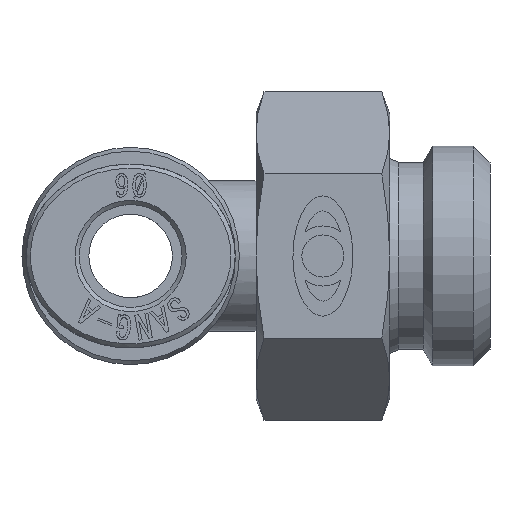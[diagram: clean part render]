
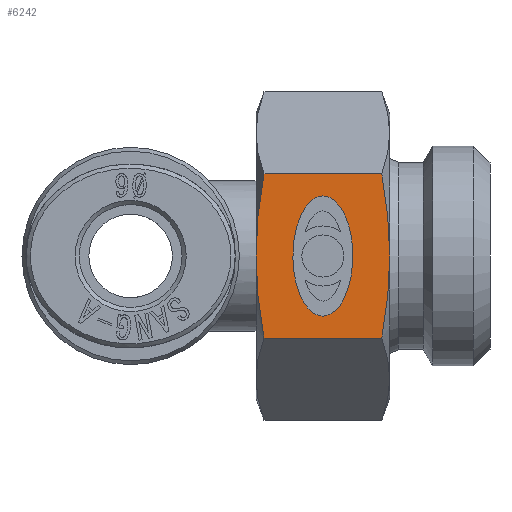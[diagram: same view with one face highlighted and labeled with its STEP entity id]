
A CAD part, left-side view. The second image highlights one B-rep face of the part: STEP entity #6242.
In plain terms, the highlighted face is planar.
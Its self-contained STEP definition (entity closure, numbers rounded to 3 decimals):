
#6124=CARTESIAN_POINT('',(8.5,-4.,-3.594));
#6125=VERTEX_POINT('',#6124);
#6126=CARTESIAN_POINT('',(8.5,-4.,0.));
#6127=DIRECTION('',(-1.0,0.0,0.0));
#6128=DIRECTION('',(0.0,0.0,1.0));
#6129=AXIS2_PLACEMENT_3D('',#6126,#6127,#6128);
#6130=ELLIPSE('',#6129,3.594,1.797);
#6131=EDGE_CURVE('',#6125,#6125,#6130,.T.);
#6156=CARTESIAN_POINT('',(8.5,0.,-4.907));
#6157=DIRECTION('',(1.0,0.0,0.0));
#6158=DIRECTION('',(0.0,0.0,1.0));
#6159=AXIS2_PLACEMENT_3D('',#6156,#6157,#6158);
#6160=PLANE('',#6159);
#6161=CARTESIAN_POINT('',(8.5,-7.521,4.907));
#6162=VERTEX_POINT('',#6161);
#6163=CARTESIAN_POINT('',(8.5,-8.,0.));
#6164=VERTEX_POINT('',#6163);
#6165=CARTESIAN_POINT('',(8.5,-7.521,4.907));
#6166=CARTESIAN_POINT('',(8.5,-8.,2.278));
#6167=CARTESIAN_POINT('',(8.5,-8.,0.));
#6175=(BOUNDED_CURVE()B_SPLINE_CURVE(2,(#6165,#6166,#6167),.UNSPECIFIED.,.F.,.U.)B_SPLINE_CURVE_WITH_KNOTS((3,3),(0.199,0.719),.UNSPECIFIED.)CURVE()GEOMETRIC_REPRESENTATION_ITEM()RATIONAL_B_SPLINE_CURVE((1.029,1.053,1.0))REPRESENTATION_ITEM(''));
#6176=EDGE_CURVE('',#6162,#6164,#6175,.T.);
#6177=ORIENTED_EDGE('',*,*,#6176,.T.);
#6178=CARTESIAN_POINT('',(8.5,-7.521,-4.907));
#6179=VERTEX_POINT('',#6178);
#6180=CARTESIAN_POINT('',(8.5,-8.,0.));
#6181=CARTESIAN_POINT('',(8.5,-8.,-2.278));
#6182=CARTESIAN_POINT('',(8.5,-7.521,-4.907));
#6190=(BOUNDED_CURVE()B_SPLINE_CURVE(2,(#6180,#6181,#6182),.UNSPECIFIED.,.F.,.U.)B_SPLINE_CURVE_WITH_KNOTS((3,3),(0.719,1.24),.UNSPECIFIED.)CURVE()GEOMETRIC_REPRESENTATION_ITEM()RATIONAL_B_SPLINE_CURVE((1.0,1.053,1.029))REPRESENTATION_ITEM(''));
#6191=EDGE_CURVE('',#6164,#6179,#6190,.T.);
#6192=ORIENTED_EDGE('',*,*,#6191,.T.);
#6193=CARTESIAN_POINT('',(8.5,-0.479,-4.907));
#6194=VERTEX_POINT('',#6193);
#6195=CARTESIAN_POINT('',(8.5,-0.479,-4.907));
#6196=DIRECTION('',(0.0,-1.0,0.0));
#6197=VECTOR('',#6196,7.043);
#6198=LINE('',#6195,#6197);
#6199=EDGE_CURVE('',#6194,#6179,#6198,.T.);
#6200=ORIENTED_EDGE('',*,*,#6199,.F.);
#6201=CARTESIAN_POINT('',(8.5,0.0,0.));
#6202=VERTEX_POINT('',#6201);
#6203=CARTESIAN_POINT('',(8.5,-0.479,-4.907));
#6204=CARTESIAN_POINT('',(8.5,0.,-2.278));
#6205=CARTESIAN_POINT('',(8.5,0.0,0.));
#6213=(BOUNDED_CURVE()B_SPLINE_CURVE(2,(#6203,#6204,#6205),.UNSPECIFIED.,.F.,.U.)B_SPLINE_CURVE_WITH_KNOTS((3,3),(0.199,0.719),.UNSPECIFIED.)CURVE()GEOMETRIC_REPRESENTATION_ITEM()RATIONAL_B_SPLINE_CURVE((1.029,1.053,1.0))REPRESENTATION_ITEM(''));
#6214=EDGE_CURVE('',#6194,#6202,#6213,.T.);
#6215=ORIENTED_EDGE('',*,*,#6214,.T.);
#6216=CARTESIAN_POINT('',(8.5,-0.479,4.907));
#6217=VERTEX_POINT('',#6216);
#6218=CARTESIAN_POINT('',(8.5,0.0,0.));
#6219=CARTESIAN_POINT('',(8.5,0.,2.278));
#6220=CARTESIAN_POINT('',(8.5,-0.479,4.907));
#6228=(BOUNDED_CURVE()B_SPLINE_CURVE(2,(#6218,#6219,#6220),.UNSPECIFIED.,.F.,.U.)B_SPLINE_CURVE_WITH_KNOTS((3,3),(0.719,1.24),.UNSPECIFIED.)CURVE()GEOMETRIC_REPRESENTATION_ITEM()RATIONAL_B_SPLINE_CURVE((1.0,1.053,1.029))REPRESENTATION_ITEM(''));
#6229=EDGE_CURVE('',#6202,#6217,#6228,.T.);
#6230=ORIENTED_EDGE('',*,*,#6229,.T.);
#6231=CARTESIAN_POINT('',(8.5,-0.479,4.907));
#6232=DIRECTION('',(0.0,-1.0,0.0));
#6233=VECTOR('',#6232,7.043);
#6234=LINE('',#6231,#6233);
#6235=EDGE_CURVE('',#6217,#6162,#6234,.T.);
#6236=ORIENTED_EDGE('',*,*,#6235,.T.);
#6237=EDGE_LOOP('',(#6177,#6192,#6200,#6215,#6230,#6236));
#6238=FACE_OUTER_BOUND('',#6237,.T.);
#6239=ORIENTED_EDGE('',*,*,#6131,.T.);
#6240=EDGE_LOOP('',(#6239));
#6241=FACE_BOUND('',#6240,.T.);
#6242=ADVANCED_FACE('',(#6238,#6241),#6160,.T.);
